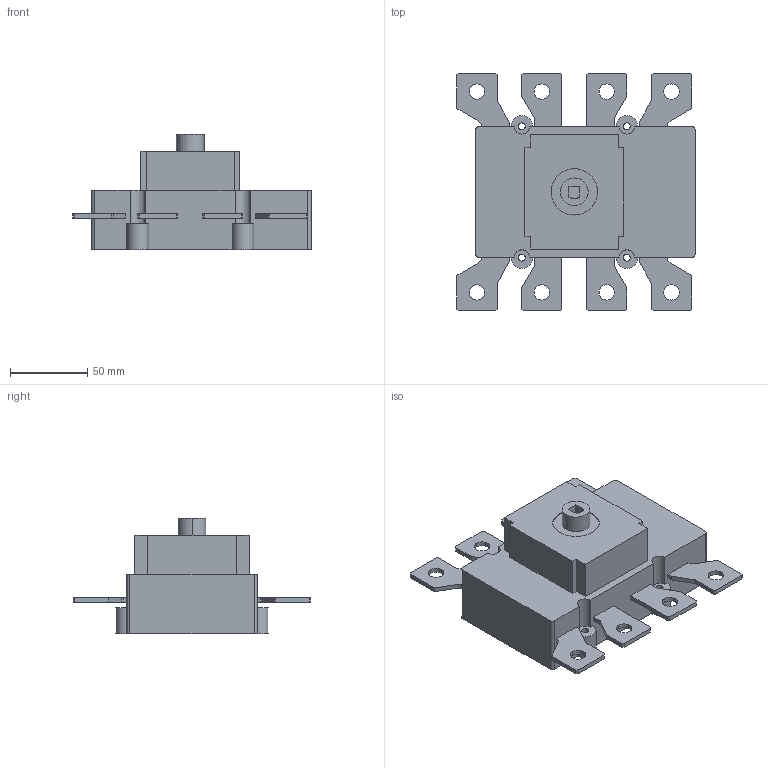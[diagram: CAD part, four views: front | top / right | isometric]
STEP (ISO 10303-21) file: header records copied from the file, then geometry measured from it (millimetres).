
FILE_DESCRIPTION((''),'2;1');
FILE_NAME('3d_GE0250T4.stp','2013-07-10T14:33:50',(''),(''),'Mechanical Desktop 2011','Mechanical Desktop 2011',', , ');
FILE_SCHEMA(('CONFIG_CONTROL_DESIGN'));
Length unit declared in the file: millimetre
Products named in the file (1): Product
Bounding box: 154.2 x 154 x 75 mm (x, y, z)
Volume: 600744.9 mm3; surface area: 67459.6 mm2
Topology: 9 solids, 9 shells, 174 faces, 642 edges, 646 vertices
Faces by surface type: plane 86, bspline 56, cylinder 32
Entity records: 6768 total; most frequent: CARTESIAN_POINT 1585, DIRECTION 994, ORIENTED_EDGE 960, VECTOR 528, LINE 528, EDGE_CURVE 480, VERTEX_POINT 328, AXIS2_PLACEMENT_3D 233
